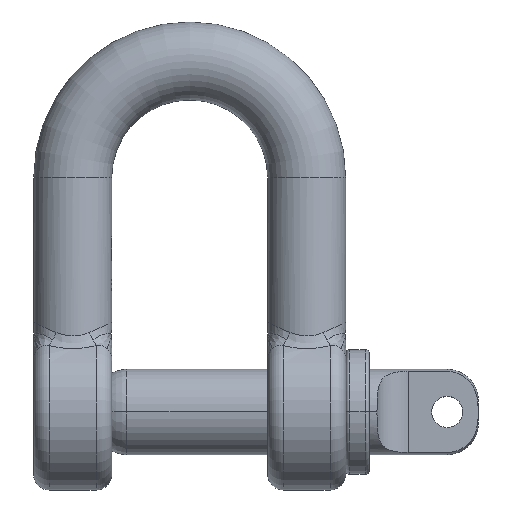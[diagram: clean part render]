
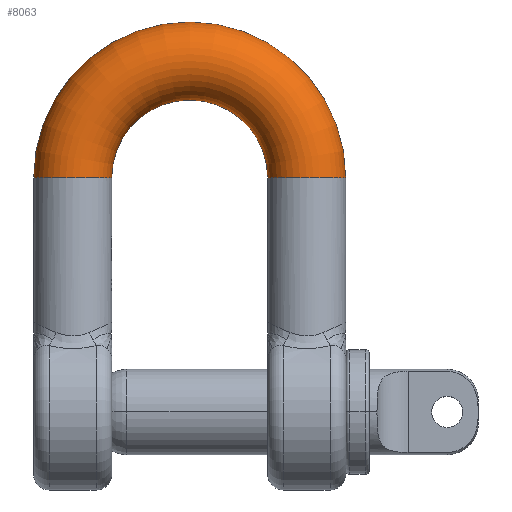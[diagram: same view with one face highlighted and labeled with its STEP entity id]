
A CAD part, top view. The second image highlights one B-rep face of the part: STEP entity #8063.
In plain terms, the highlighted toroidal (fillet/blend) face has major radius 7.5 mm and minor radius 2.5 mm.
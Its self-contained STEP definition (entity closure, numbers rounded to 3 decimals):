
#462 = EDGE_CURVE ( 'NONE', #10925, #4245, #1545, .T. ) ;
#649 = AXIS2_PLACEMENT_3D ( 'NONE', #6668, #12296, #4439 ) ;
#734 = CIRCLE ( 'NONE', #9709, 5. ) ;
#1224 = DIRECTION ( 'NONE',  ( -1., 0., 0. ) ) ;
#1294 = DIRECTION ( 'NONE',  ( -1., 0., 0. ) ) ;
#1545 = CIRCLE ( 'NONE', #9129, 2.5 ) ;
#2808 = DIRECTION ( 'NONE',  ( 0., -1., 0. ) ) ;
#3411 = CARTESIAN_POINT ( 'NONE',  ( -5., 20., 0. ) ) ;
#3545 = DIRECTION ( 'NONE',  ( 0., 0., -1. ) ) ;
#3889 = TOROIDAL_SURFACE ( 'NONE', #4665, 7.5, 2.5 ) ;
#3996 = CARTESIAN_POINT ( 'NONE',  ( 5., 20., 0. ) ) ;
#4145 = VERTEX_POINT ( 'NONE', #3411 ) ;
#4245 = VERTEX_POINT ( 'NONE', #3996 ) ;
#4392 = EDGE_CURVE ( 'NONE', #4145, #4245, #734, .T. ) ;
#4439 = DIRECTION ( 'NONE',  ( -1., 0., 0. ) ) ;
#4495 = ORIENTED_EDGE ( 'NONE', *, *, #462, .F. ) ;
#4665 = AXIS2_PLACEMENT_3D ( 'NONE', #11189, #7881, #1224 ) ;
#5006 = DIRECTION ( 'NONE',  ( 0., 0., 1. ) ) ;
#5719 = ORIENTED_EDGE ( 'NONE', *, *, #13950, .F. ) ;
#6459 = FACE_OUTER_BOUND ( 'NONE', #12528, .T. ) ;
#6668 = CARTESIAN_POINT ( 'NONE',  ( 0., 20., 0. ) ) ;
#7345 = CIRCLE ( 'NONE', #9344, 2.5 ) ;
#7735 = CIRCLE ( 'NONE', #649, 10. ) ;
#7881 = DIRECTION ( 'NONE',  ( 0., 0., -1. ) ) ;
#7985 = CARTESIAN_POINT ( 'NONE',  ( -10., 20., 0. ) ) ;
#8063 = ADVANCED_FACE ( 'NONE', ( #6459 ), #3889, .T. ) ;
#8243 = CARTESIAN_POINT ( 'NONE',  ( 7.5, 20., 0. ) ) ;
#9129 = AXIS2_PLACEMENT_3D ( 'NONE', #8243, #2808, #10626 ) ;
#9344 = AXIS2_PLACEMENT_3D ( 'NONE', #12964, #14159, #5006 ) ;
#9709 = AXIS2_PLACEMENT_3D ( 'NONE', #10211, #3545, #1294 ) ;
#9789 = ORIENTED_EDGE ( 'NONE', *, *, #4392, .T. ) ;
#10211 = CARTESIAN_POINT ( 'NONE',  ( 0., 20., 0. ) ) ;
#10474 = EDGE_CURVE ( 'NONE', #11133, #4145, #7345, .T. ) ;
#10626 = DIRECTION ( 'NONE',  ( 0., 0., 1. ) ) ;
#10925 = VERTEX_POINT ( 'NONE', #12801 ) ;
#11133 = VERTEX_POINT ( 'NONE', #7985 ) ;
#11189 = CARTESIAN_POINT ( 'NONE',  ( 0., 20., 0. ) ) ;
#11844 = ORIENTED_EDGE ( 'NONE', *, *, #10474, .T. ) ;
#12296 = DIRECTION ( 'NONE',  ( 0., 0., -1. ) ) ;
#12528 = EDGE_LOOP ( 'NONE', ( #5719, #11844, #9789, #4495 ) ) ;
#12801 = CARTESIAN_POINT ( 'NONE',  ( 10., 20., 0. ) ) ;
#12964 = CARTESIAN_POINT ( 'NONE',  ( -7.5, 20., 0. ) ) ;
#13950 = EDGE_CURVE ( 'NONE', #11133, #10925, #7735, .T. ) ;
#14159 = DIRECTION ( 'NONE',  ( 0., 1., 0. ) ) ;
